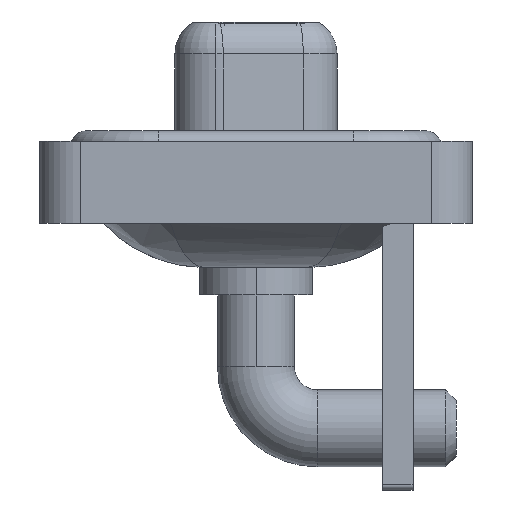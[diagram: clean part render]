
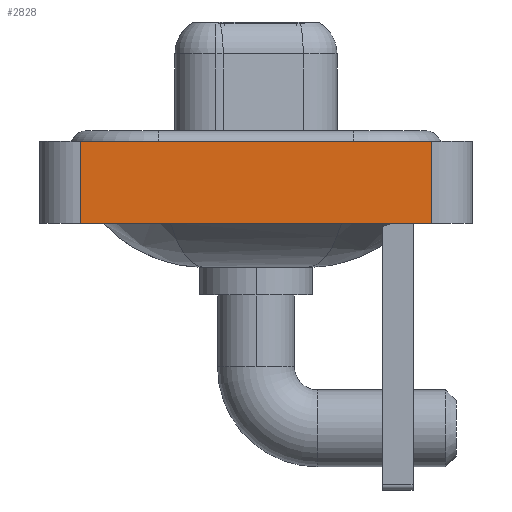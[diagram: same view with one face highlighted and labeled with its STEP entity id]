
A CAD part, left-side view. The second image highlights one B-rep face of the part: STEP entity #2828.
In plain terms, the highlighted planar face has unit normal (-1, 0, 0).
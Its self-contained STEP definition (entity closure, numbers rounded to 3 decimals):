
#489 = ORIENTED_EDGE ( 'NONE', *, *, #6761, .F. ) ;
#824 = LINE ( 'NONE', #10993, #3577 ) ;
#1237 = EDGE_LOOP ( 'NONE', ( #5782, #489, #8893, #3478 ) ) ;
#2828 = ADVANCED_FACE ( 'NONE', ( #8098 ), #9286, .T. ) ;
#2909 = CARTESIAN_POINT ( 'NONE',  ( -7.25, -8.55, -3.6 ) ) ;
#3478 = ORIENTED_EDGE ( 'NONE', *, *, #11116, .T. ) ;
#3577 = VECTOR ( 'NONE', #7207, 1000. ) ;
#4355 = CARTESIAN_POINT ( 'NONE',  ( -7.25, 8.55, -3.6 ) ) ;
#4687 = LINE ( 'NONE', #13873, #15426 ) ;
#5616 = LINE ( 'NONE', #9476, #9734 ) ;
#5782 = ORIENTED_EDGE ( 'NONE', *, *, #7440, .T. ) ;
#5785 = AXIS2_PLACEMENT_3D ( 'NONE', #2909, #6753, #15873 ) ;
#5900 = CARTESIAN_POINT ( 'NONE',  ( -7.25, 8.55, 0.4 ) ) ;
#6753 = DIRECTION ( 'NONE',  ( -1., 0., 0. ) ) ;
#6755 = VERTEX_POINT ( 'NONE', #4355 ) ;
#6761 = EDGE_CURVE ( 'NONE', #16656, #8821, #5616, .T. ) ;
#6863 = EDGE_CURVE ( 'NONE', #6755, #16656, #824, .T. ) ;
#7207 = DIRECTION ( 'NONE',  ( 0., 0., 1. ) ) ;
#7440 = EDGE_CURVE ( 'NONE', #16450, #8821, #4687, .T. ) ;
#7607 = CARTESIAN_POINT ( 'NONE',  ( -7.25, -8.55, -3.6 ) ) ;
#8098 = FACE_OUTER_BOUND ( 'NONE', #1237, .T. ) ;
#8372 = DIRECTION ( 'NONE',  ( 0., -1., 0. ) ) ;
#8785 = DIRECTION ( 'NONE',  ( 0., -1., 0. ) ) ;
#8821 = VERTEX_POINT ( 'NONE', #9100 ) ;
#8893 = ORIENTED_EDGE ( 'NONE', *, *, #6863, .F. ) ;
#9100 = CARTESIAN_POINT ( 'NONE',  ( -7.25, -8.55, 0.4 ) ) ;
#9286 = PLANE ( 'NONE',  #5785 ) ;
#9476 = CARTESIAN_POINT ( 'NONE',  ( -7.25, -8.55, 0.4 ) ) ;
#9734 = VECTOR ( 'NONE', #8372, 1000. ) ;
#9901 = DIRECTION ( 'NONE',  ( 0., 0., 1. ) ) ;
#10993 = CARTESIAN_POINT ( 'NONE',  ( -7.25, 8.55, -3.6 ) ) ;
#11116 = EDGE_CURVE ( 'NONE', #6755, #16450, #14187, .T. ) ;
#13873 = CARTESIAN_POINT ( 'NONE',  ( -7.25, -8.55, -3.6 ) ) ;
#14187 = LINE ( 'NONE', #7607, #15758 ) ;
#14841 = CARTESIAN_POINT ( 'NONE',  ( -7.25, -8.55, -3.6 ) ) ;
#15426 = VECTOR ( 'NONE', #9901, 1000. ) ;
#15758 = VECTOR ( 'NONE', #8785, 1000. ) ;
#15873 = DIRECTION ( 'NONE',  ( 0., 0., 1. ) ) ;
#16450 = VERTEX_POINT ( 'NONE', #14841 ) ;
#16656 = VERTEX_POINT ( 'NONE', #5900 ) ;
